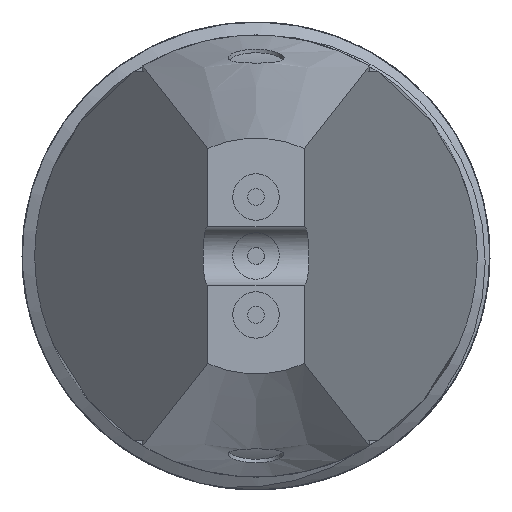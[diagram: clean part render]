
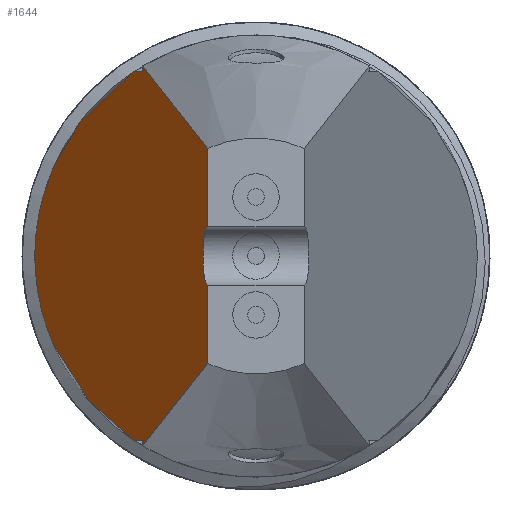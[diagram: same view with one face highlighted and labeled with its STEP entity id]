
A CAD part, left-side view. The second image highlights one B-rep face of the part: STEP entity #1644.
In plain terms, the highlighted planar face has unit normal (-0.158, 0.987, 0).
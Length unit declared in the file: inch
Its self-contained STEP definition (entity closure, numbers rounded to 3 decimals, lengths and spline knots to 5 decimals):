
#3 = ORIENTED_EDGE ( 'NONE', *, *, #425, .F. ) ;
#16 = VERTEX_POINT ( 'NONE', #414 ) ;
#32 =( BOUNDED_CURVE ( )  B_SPLINE_CURVE ( 3, ( #738, #1678, #708, #2174 ),
 .UNSPECIFIED., .F., .T. ) 
 B_SPLINE_CURVE_WITH_KNOTS ( ( 4, 4 ),
 ( 1.5708, 4.71239 ),
 .UNSPECIFIED. ) 
 CURVE ( )  GEOMETRIC_REPRESENTATION_ITEM ( )  RATIONAL_B_SPLINE_CURVE ( ( 1., 0.333, 0.333, 1. ) ) 
 REPRESENTATION_ITEM ( '' )  );
#45 = CARTESIAN_POINT ( 'NONE',  ( 0.24634, 0.06517, 0.0985 ) ) ;
#47 = CARTESIAN_POINT ( 'NONE',  ( 0.21654, 0.06041, 0.3937 ) ) ;
#135 = CARTESIAN_POINT ( 'NONE',  ( 0.17695, 0.05407, -0.09354 ) ) ;
#145 = VERTEX_POINT ( 'NONE', #1228 ) ;
#157 = CARTESIAN_POINT ( 'NONE',  ( 0.06519, 0.03619, -0.07089 ) ) ;
#371 = VECTOR ( 'NONE', #2734, 39.37008 ) ;
#399 = VECTOR ( 'NONE', #603, 39.37008 ) ;
#414 = CARTESIAN_POINT ( 'NONE',  ( 0., 0.02576, 0.01575 ) ) ;
#425 = EDGE_CURVE ( 'NONE', #1645, #2690, #2004, .T. ) ;
#476 = EDGE_CURVE ( 'NONE', #2643, #145, #1743, .T. ) ;
#508 = LINE ( 'NONE', #837, #1123 ) ;
#528 = DIRECTION ( 'NONE',  ( 0., 0., -1. ) ) ;
#541 = EDGE_CURVE ( 'NONE', #145, #16, #32, .T. ) ;
#603 = DIRECTION ( 'NONE',  ( 0., 0., 1. ) ) ;
#702 = CARTESIAN_POINT ( 'NONE',  ( 0.21654, 0.06041, 0.0985 ) ) ;
#706 = CARTESIAN_POINT ( 'NONE',  ( 0.07212, 0.0373, 0.07243 ) ) ;
#708 = CARTESIAN_POINT ( 'NONE',  ( 0.0315, 0.0308, 0.01575 ) ) ;
#723 = CARTESIAN_POINT ( 'NONE',  ( 0.24634, 0.06517, -0.0985 ) ) ;
#738 = CARTESIAN_POINT ( 'NONE',  ( 0., 0.02576, -0.01575 ) ) ;
#837 = CARTESIAN_POINT ( 'NONE',  ( 0., 0.02576, 0. ) ) ;
#843 = CARTESIAN_POINT ( 'NONE',  ( 0.09779, 0.04141, -0.07752 ) ) ;
#915 =( BOUNDED_CURVE ( )  B_SPLINE_CURVE ( 3, ( #45, #2439, #1005, #1979 ),
 .UNSPECIFIED., .F., .T. ) 
 B_SPLINE_CURVE_WITH_KNOTS ( ( 4, 4 ),
 ( 2.15534, 4.12785 ),
 .UNSPECIFIED. ) 
 CURVE ( )  GEOMETRIC_REPRESENTATION_ITEM ( )  RATIONAL_B_SPLINE_CURVE ( ( 1., 0.701, 0.701, 1. ) ) 
 REPRESENTATION_ITEM ( '' )  );
#944 = CARTESIAN_POINT ( 'NONE',  ( 0., 0.02576, 0.05748 ) ) ;
#950 = VECTOR ( 'NONE', #2363, 39.37008 ) ;
#978 = CARTESIAN_POINT ( 'NONE',  ( 0., 0.02576, 0. ) ) ;
#1005 = CARTESIAN_POINT ( 'NONE',  ( 0.73452, 0.14327, -0.04682 ) ) ;
#1041 = VECTOR ( 'NONE', #528, 39.37008 ) ;
#1074 = EDGE_CURVE ( 'NONE', #2643, #1799, #1206, .T. ) ;
#1091 = CARTESIAN_POINT ( 'NONE',  ( 0.13737, 0.04774, -0.08556 ) ) ;
#1123 = VECTOR ( 'NONE', #2740, 39.37008 ) ;
#1167 = ORIENTED_EDGE ( 'NONE', *, *, #2054, .F. ) ;
#1182 = CARTESIAN_POINT ( 'NONE',  ( 0., 0.02576, 0.3937 ) ) ;
#1206 = B_SPLINE_CURVE_WITH_KNOTS ( 'NONE', 3,
 ( #1810, #2286, #157, #843, #1091, #135, #2566 ),
 .UNSPECIFIED., .F., .F.,
 ( 4, 3, 4 ),
 ( 0., 0.00257, 0.00568 ),
 .UNSPECIFIED. ) ;
#1228 = CARTESIAN_POINT ( 'NONE',  ( 0., 0.02576, -0.01575 ) ) ;
#1246 = EDGE_CURVE ( 'NONE', #3000, #1654, #915, .T. ) ;
#1297 = EDGE_CURVE ( 'NONE', #16, #1858, #508, .T. ) ;
#1341 = CARTESIAN_POINT ( 'NONE',  ( 0.21654, 0.06041, -0.0985 ) ) ;
#1367 = AXIS2_PLACEMENT_3D ( 'NONE', #1182, #2791, #1393 ) ;
#1393 = DIRECTION ( 'NONE',  ( -0.987, -0.158, 0. ) ) ;
#1644 = ADVANCED_FACE ( 'NONE', ( #1870 ), #2353, .T. ) ;
#1645 = VERTEX_POINT ( 'NONE', #702 ) ;
#1654 = VERTEX_POINT ( 'NONE', #723 ) ;
#1674 = LINE ( 'NONE', #2161, #950 ) ;
#1678 = CARTESIAN_POINT ( 'NONE',  ( 0.0315, 0.0308, -0.01575 ) ) ;
#1687 = EDGE_LOOP ( 'NONE', ( #1819, #2574, #2548, #2099, #3, #1167, #2003, #2247, #2769, #2241 ) ) ;
#1743 = LINE ( 'NONE', #978, #2615 ) ;
#1764 = CARTESIAN_POINT ( 'NONE',  ( 0.24634, 0.06517, 0.0985 ) ) ;
#1799 = VERTEX_POINT ( 'NONE', #2619 ) ;
#1810 = CARTESIAN_POINT ( 'NONE',  ( 0., 0.02576, -0.05748 ) ) ;
#1819 = ORIENTED_EDGE ( 'NONE', *, *, #476, .T. ) ;
#1858 = VERTEX_POINT ( 'NONE', #2376 ) ;
#1870 = FACE_OUTER_BOUND ( 'NONE', #1687, .T. ) ;
#1979 = CARTESIAN_POINT ( 'NONE',  ( 0.24634, 0.06517, -0.0985 ) ) ;
#1980 = LINE ( 'NONE', #47, #1041 ) ;
#2003 = ORIENTED_EDGE ( 'NONE', *, *, #1246, .T. ) ;
#2004 = LINE ( 'NONE', #2251, #399 ) ;
#2054 = EDGE_CURVE ( 'NONE', #3000, #1645, #2334, .T. ) ;
#2099 = ORIENTED_EDGE ( 'NONE', *, *, #2351, .F. ) ;
#2132 = CARTESIAN_POINT ( 'NONE',  ( 0.21654, 0.06041, 0.10149 ) ) ;
#2161 = CARTESIAN_POINT ( 'NONE',  ( 0., 0.02576, -0.0985 ) ) ;
#2162 = VERTEX_POINT ( 'NONE', #1341 ) ;
#2174 = CARTESIAN_POINT ( 'NONE',  ( 0., 0.02576, 0.01575 ) ) ;
#2212 = CARTESIAN_POINT ( 'NONE',  ( 0., 0.02576, 0.0985 ) ) ;
#2241 = ORIENTED_EDGE ( 'NONE', *, *, #1074, .F. ) ;
#2247 = ORIENTED_EDGE ( 'NONE', *, *, #2418, .T. ) ;
#2251 = CARTESIAN_POINT ( 'NONE',  ( 0.21654, 0.06041, 0.3937 ) ) ;
#2286 = CARTESIAN_POINT ( 'NONE',  ( 0.03258, 0.03098, -0.06423 ) ) ;
#2334 = LINE ( 'NONE', #2212, #371 ) ;
#2351 = EDGE_CURVE ( 'NONE', #2690, #1858, #2848, .T. ) ;
#2353 = PLANE ( 'NONE',  #1367 ) ;
#2363 = DIRECTION ( 'NONE',  ( -0.987, -0.158, 0. ) ) ;
#2376 = CARTESIAN_POINT ( 'NONE',  ( 0., 0.02576, 0.05748 ) ) ;
#2418 = EDGE_CURVE ( 'NONE', #1654, #2162, #1674, .T. ) ;
#2422 = DIRECTION ( 'NONE',  ( 0., 0., 1. ) ) ;
#2439 = CARTESIAN_POINT ( 'NONE',  ( 0.73452, 0.14327, 0.04682 ) ) ;
#2502 = CARTESIAN_POINT ( 'NONE',  ( 0., 0.02576, -0.05748 ) ) ;
#2542 = EDGE_CURVE ( 'NONE', #2162, #1799, #1980, .T. ) ;
#2548 = ORIENTED_EDGE ( 'NONE', *, *, #1297, .T. ) ;
#2566 = CARTESIAN_POINT ( 'NONE',  ( 0.21654, 0.06041, -0.10149 ) ) ;
#2574 = ORIENTED_EDGE ( 'NONE', *, *, #541, .T. ) ;
#2615 = VECTOR ( 'NONE', #2422, 39.37008 ) ;
#2619 = CARTESIAN_POINT ( 'NONE',  ( 0.21654, 0.06041, -0.10149 ) ) ;
#2643 = VERTEX_POINT ( 'NONE', #2502 ) ;
#2690 = VERTEX_POINT ( 'NONE', #2704 ) ;
#2704 = CARTESIAN_POINT ( 'NONE',  ( 0.21654, 0.06041, 0.10149 ) ) ;
#2734 = DIRECTION ( 'NONE',  ( -0.987, -0.158, 0. ) ) ;
#2740 = DIRECTION ( 'NONE',  ( 0., 0., 1. ) ) ;
#2769 = ORIENTED_EDGE ( 'NONE', *, *, #2542, .T. ) ;
#2791 = DIRECTION ( 'NONE',  ( -0.158, 0.987, 0. ) ) ;
#2848 = B_SPLINE_CURVE_WITH_KNOTS ( 'NONE', 3,
 ( #2132, #2862, #706, #944 ),
 .UNSPECIFIED., .F., .F.,
 ( 4, 4 ),
 ( 0., 0.00568 ),
 .UNSPECIFIED. ) ;
#2862 = CARTESIAN_POINT ( 'NONE',  ( 0.14433, 0.04885, 0.08698 ) ) ;
#3000 = VERTEX_POINT ( 'NONE', #1764 ) ;
